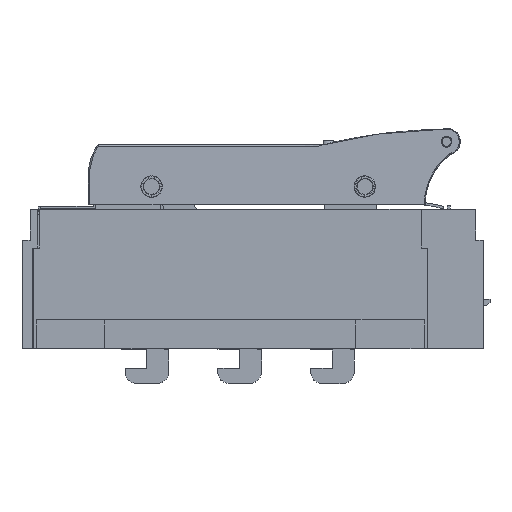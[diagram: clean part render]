
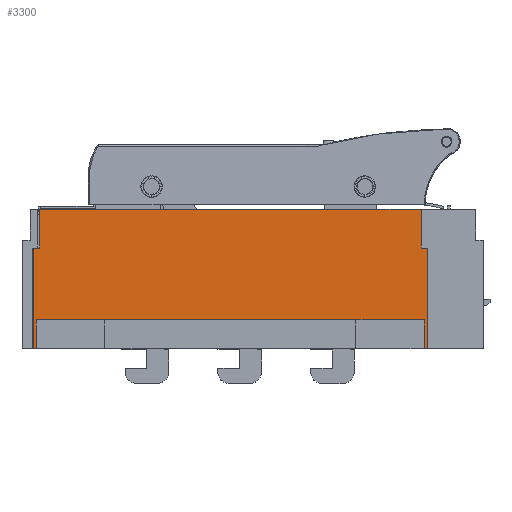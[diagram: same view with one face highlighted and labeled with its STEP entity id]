
A CAD part, front view. The second image highlights one B-rep face of the part: STEP entity #3300.
In plain terms, the highlighted planar face has unit normal (0, -1, 0).
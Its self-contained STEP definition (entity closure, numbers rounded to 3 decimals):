
#3216=AXIS2_PLACEMENT_3D('Plane Axis2P3D',#3213,#3214,#3215) ;
#993=CARTESIAN_POINT('Vertex',(127.5,-124.75,65.)) ;
#996=CARTESIAN_POINT('Line Origine',(127.5,-124.75,32.5)) ;
#1000=CARTESIAN_POINT('Vertex',(127.5,-124.75,0.)) ;
#3194=CARTESIAN_POINT('Line Origine',(125.5,-124.75,65.)) ;
#3198=CARTESIAN_POINT('Vertex',(123.5,-124.75,65.)) ;
#3213=CARTESIAN_POINT('Axis2P3D Location',(0.,-124.75,0.)) ;
#3218=CARTESIAN_POINT('Line Origine',(-123.5,-124.75,77.5)) ;
#3222=CARTESIAN_POINT('Vertex',(-123.5,-124.75,65.)) ;
#3224=CARTESIAN_POINT('Vertex',(-123.5,-124.75,90.)) ;
#3227=CARTESIAN_POINT('Line Origine',(-125.5,-124.75,65.)) ;
#3231=CARTESIAN_POINT('Vertex',(-127.5,-124.75,65.)) ;
#3234=CARTESIAN_POINT('Line Origine',(-127.5,-124.75,32.5)) ;
#3238=CARTESIAN_POINT('Vertex',(-127.5,-124.75,0.)) ;
#3241=CARTESIAN_POINT('Line Origine',(-126.5,-124.75,0.)) ;
#3245=CARTESIAN_POINT('Vertex',(-125.5,-124.75,0.)) ;
#3248=CARTESIAN_POINT('Line Origine',(-125.5,-124.75,9.25)) ;
#3252=CARTESIAN_POINT('Vertex',(-125.5,-124.75,18.5)) ;
#3255=CARTESIAN_POINT('Line Origine',(0.,-124.75,18.5)) ;
#3259=CARTESIAN_POINT('Vertex',(125.5,-124.75,18.5)) ;
#3262=CARTESIAN_POINT('Line Origine',(125.5,-124.75,9.25)) ;
#3266=CARTESIAN_POINT('Vertex',(125.5,-124.75,0.)) ;
#3269=CARTESIAN_POINT('Line Origine',(126.5,-124.75,0.)) ;
#3274=CARTESIAN_POINT('Line Origine',(123.5,-124.75,77.5)) ;
#3278=CARTESIAN_POINT('Vertex',(123.5,-124.75,90.)) ;
#3281=CARTESIAN_POINT('Line Origine',(0.,-124.75,90.)) ;
#997=DIRECTION('Vector Direction',(0.,0.,1.)) ;
#3195=DIRECTION('Vector Direction',(1.,0.,0.)) ;
#3214=DIRECTION('Axis2P3D Direction',(0.,1.,0.)) ;
#3215=DIRECTION('Axis2P3D XDirection',(0.,0.,1.)) ;
#3219=DIRECTION('Vector Direction',(0.,0.,1.)) ;
#3228=DIRECTION('Vector Direction',(-1.,0.,0.)) ;
#3235=DIRECTION('Vector Direction',(0.,0.,1.)) ;
#3242=DIRECTION('Vector Direction',(1.,0.,0.)) ;
#3249=DIRECTION('Vector Direction',(0.,0.,1.)) ;
#3256=DIRECTION('Vector Direction',(1.,0.,0.)) ;
#3263=DIRECTION('Vector Direction',(0.,0.,1.)) ;
#3270=DIRECTION('Vector Direction',(1.,0.,0.)) ;
#3275=DIRECTION('Vector Direction',(0.,0.,1.)) ;
#3282=DIRECTION('Vector Direction',(1.,0.,0.)) ;
#998=VECTOR('Line Direction',#997,1.) ;
#3196=VECTOR('Line Direction',#3195,1.) ;
#3220=VECTOR('Line Direction',#3219,1.) ;
#3229=VECTOR('Line Direction',#3228,1.) ;
#3236=VECTOR('Line Direction',#3235,1.) ;
#3243=VECTOR('Line Direction',#3242,1.) ;
#3250=VECTOR('Line Direction',#3249,1.) ;
#3257=VECTOR('Line Direction',#3256,1.) ;
#3264=VECTOR('Line Direction',#3263,1.) ;
#3271=VECTOR('Line Direction',#3270,1.) ;
#3276=VECTOR('Line Direction',#3275,1.) ;
#3283=VECTOR('Line Direction',#3282,1.) ;
#3287=ORIENTED_EDGE('',*,*,#3226,.F.) ;
#3288=ORIENTED_EDGE('',*,*,#3233,.T.) ;
#3289=ORIENTED_EDGE('',*,*,#3240,.F.) ;
#3290=ORIENTED_EDGE('',*,*,#3247,.T.) ;
#3291=ORIENTED_EDGE('',*,*,#3254,.T.) ;
#3292=ORIENTED_EDGE('',*,*,#3261,.F.) ;
#3293=ORIENTED_EDGE('',*,*,#3268,.F.) ;
#3294=ORIENTED_EDGE('',*,*,#3273,.T.) ;
#3295=ORIENTED_EDGE('',*,*,#1002,.T.) ;
#3296=ORIENTED_EDGE('',*,*,#3200,.F.) ;
#3297=ORIENTED_EDGE('',*,*,#3280,.T.) ;
#3298=ORIENTED_EDGE('',*,*,#3285,.F.) ;
#3300=ADVANCED_FACE('Hauptkoerper nicht benutzen',(#3299),#3217,.F.) ;
#1002=EDGE_CURVE('',#1001,#994,#999,.T.) ;
#3200=EDGE_CURVE('',#3199,#994,#3197,.T.) ;
#3226=EDGE_CURVE('',#3223,#3225,#3221,.T.) ;
#3233=EDGE_CURVE('',#3223,#3232,#3230,.T.) ;
#3240=EDGE_CURVE('',#3239,#3232,#3237,.T.) ;
#3247=EDGE_CURVE('',#3239,#3246,#3244,.T.) ;
#3254=EDGE_CURVE('',#3246,#3253,#3251,.T.) ;
#3261=EDGE_CURVE('',#3260,#3253,#3258,.F.) ;
#3268=EDGE_CURVE('',#3267,#3260,#3265,.T.) ;
#3273=EDGE_CURVE('',#3267,#1001,#3272,.T.) ;
#3280=EDGE_CURVE('',#3199,#3279,#3277,.T.) ;
#3285=EDGE_CURVE('',#3225,#3279,#3284,.T.) ;
#3286=EDGE_LOOP('',(#3287,#3288,#3289,#3290,#3291,#3292,#3293,#3294,#3295,#3296,#3297,#3298)) ;
#3299=FACE_OUTER_BOUND('',#3286,.T.) ;
#999=LINE('Line',#996,#998) ;
#3197=LINE('Line',#3194,#3196) ;
#3221=LINE('Line',#3218,#3220) ;
#3230=LINE('Line',#3227,#3229) ;
#3237=LINE('Line',#3234,#3236) ;
#3244=LINE('Line',#3241,#3243) ;
#3251=LINE('Line',#3248,#3250) ;
#3258=LINE('Line',#3255,#3257) ;
#3265=LINE('Line',#3262,#3264) ;
#3272=LINE('Line',#3269,#3271) ;
#3277=LINE('Line',#3274,#3276) ;
#3284=LINE('Line',#3281,#3283) ;
#3217=PLANE('Plane',#3216) ;
#994=VERTEX_POINT('',#993) ;
#1001=VERTEX_POINT('',#1000) ;
#3199=VERTEX_POINT('',#3198) ;
#3223=VERTEX_POINT('',#3222) ;
#3225=VERTEX_POINT('',#3224) ;
#3232=VERTEX_POINT('',#3231) ;
#3239=VERTEX_POINT('',#3238) ;
#3246=VERTEX_POINT('',#3245) ;
#3253=VERTEX_POINT('',#3252) ;
#3260=VERTEX_POINT('',#3259) ;
#3267=VERTEX_POINT('',#3266) ;
#3279=VERTEX_POINT('',#3278) ;
